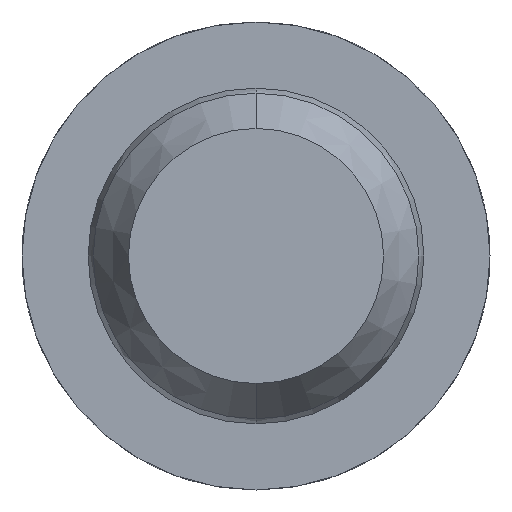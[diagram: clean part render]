
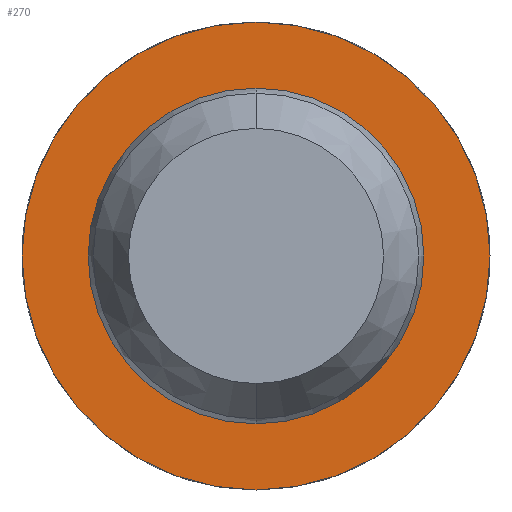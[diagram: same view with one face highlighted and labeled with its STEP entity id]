
A CAD part, front view. The second image highlights one B-rep face of the part: STEP entity #270.
In plain terms, the highlighted planar face has unit normal (0, -1, 0).
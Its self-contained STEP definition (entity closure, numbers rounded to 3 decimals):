
#121 = CARTESIAN_POINT ( 'NONE',  ( 0., -10.5, 0. ) ) ;
#137 = DIRECTION ( 'NONE',  ( 0., -1., 0. ) ) ;
#250 = CARTESIAN_POINT ( 'NONE',  ( 0., -10.5, -1.15 ) ) ;
#270 = ADVANCED_FACE ( 'NONE', ( #354, #2308 ), #4093, .F. ) ;
#354 = FACE_BOUND ( 'NONE', #1329, .T. ) ;
#364 = DIRECTION ( 'NONE',  ( 0., 0., 1. ) ) ;
#400 = EDGE_CURVE ( 'NONE', #4026, #963, #3268, .T. ) ;
#505 = CARTESIAN_POINT ( 'NONE',  ( 0., -10.5, 0. ) ) ;
#809 = CARTESIAN_POINT ( 'NONE',  ( 0., -10.5, 0. ) ) ;
#963 = VERTEX_POINT ( 'NONE', #3821 ) ;
#1064 = ORIENTED_EDGE ( 'NONE', *, *, #2238, .F. ) ;
#1158 = DIRECTION ( 'NONE',  ( 0., 1., 0. ) ) ;
#1329 = EDGE_LOOP ( 'NONE', ( #2895, #1064 ) ) ;
#1419 = DIRECTION ( 'NONE',  ( 0., 0., 1. ) ) ;
#1630 = ORIENTED_EDGE ( 'NONE', *, *, #400, .F. ) ;
#1734 = CARTESIAN_POINT ( 'NONE',  ( 0., -10.5, -0.825 ) ) ;
#1747 = CIRCLE ( 'NONE', #1944, 0.825 ) ;
#1770 = EDGE_CURVE ( 'NONE', #963, #4026, #2881, .T. ) ;
#1944 = AXIS2_PLACEMENT_3D ( 'NONE', #3428, #2750, #3073 ) ;
#1999 = EDGE_LOOP ( 'NONE', ( #2075, #1630 ) ) ;
#2075 = ORIENTED_EDGE ( 'NONE', *, *, #1770, .F. ) ;
#2238 = EDGE_CURVE ( 'NONE', #3470, #2828, #4434, .T. ) ;
#2308 = FACE_OUTER_BOUND ( 'NONE', #1999, .T. ) ;
#2723 = AXIS2_PLACEMENT_3D ( 'NONE', #505, #1158, #2891 ) ;
#2750 = DIRECTION ( 'NONE',  ( 0., -1., 0. ) ) ;
#2809 = AXIS2_PLACEMENT_3D ( 'NONE', #3438, #3402, #364 ) ;
#2828 = VERTEX_POINT ( 'NONE', #3721 ) ;
#2881 = CIRCLE ( 'NONE', #2723, 1.15 ) ;
#2891 = DIRECTION ( 'NONE',  ( 0., 0., 1. ) ) ;
#2895 = ORIENTED_EDGE ( 'NONE', *, *, #4079, .F. ) ;
#3073 = DIRECTION ( 'NONE',  ( 0., 0., 1. ) ) ;
#3211 = AXIS2_PLACEMENT_3D ( 'NONE', #809, #137, #3533 ) ;
#3268 = CIRCLE ( 'NONE', #3493, 1.15 ) ;
#3402 = DIRECTION ( 'NONE',  ( 0., 1., 0. ) ) ;
#3428 = CARTESIAN_POINT ( 'NONE',  ( 0., -10.5, 0. ) ) ;
#3438 = CARTESIAN_POINT ( 'NONE',  ( 1.15, -10.5, 0. ) ) ;
#3470 = VERTEX_POINT ( 'NONE', #1734 ) ;
#3493 = AXIS2_PLACEMENT_3D ( 'NONE', #121, #3719, #1419 ) ;
#3533 = DIRECTION ( 'NONE',  ( 0., 0., 1. ) ) ;
#3719 = DIRECTION ( 'NONE',  ( 0., 1., 0. ) ) ;
#3721 = CARTESIAN_POINT ( 'NONE',  ( 0., -10.5, 0.825 ) ) ;
#3821 = CARTESIAN_POINT ( 'NONE',  ( 0., -10.5, 1.15 ) ) ;
#4026 = VERTEX_POINT ( 'NONE', #250 ) ;
#4079 = EDGE_CURVE ( 'NONE', #2828, #3470, #1747, .T. ) ;
#4093 = PLANE ( 'NONE',  #2809 ) ;
#4434 = CIRCLE ( 'NONE', #3211, 0.825 ) ;
